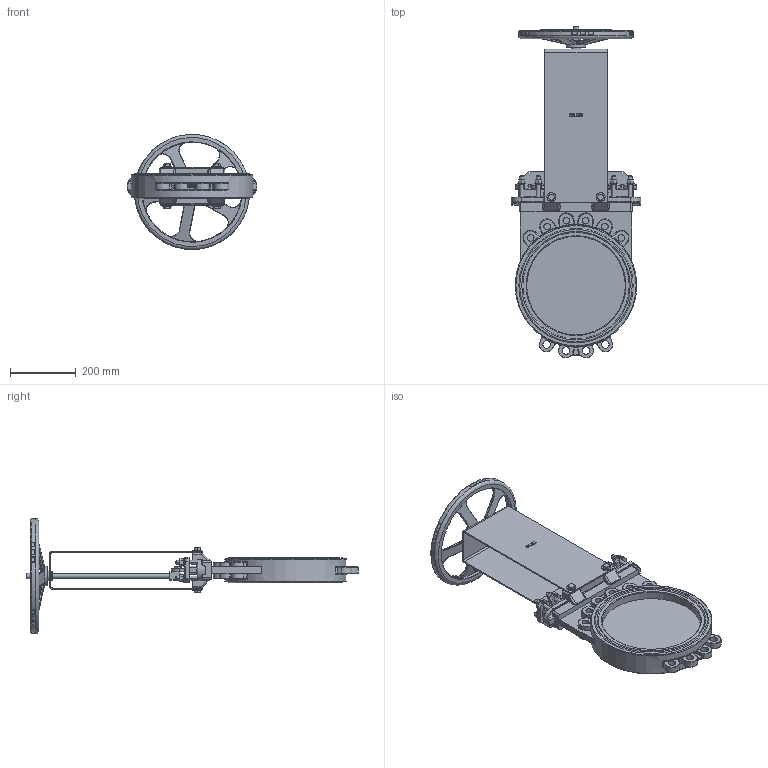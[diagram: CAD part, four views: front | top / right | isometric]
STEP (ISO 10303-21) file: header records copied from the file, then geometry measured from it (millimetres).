
FILE_DESCRIPTION(/* description */ (''),/* implementation_level */ '2;1');
FILE_NAME(/* name */ 'DN300_3D_STEP.stp',/* time_stamp */ '2025-09-04T15:54:34+03:00',/* author */ ('igorr'),/* organization */ (''),/* preprocessor_version */ 'ST-DEVELOPER v20',/* originating_system */ 'Autodesk Inventor 2025',/* authorisation */ '');
FILE_SCHEMA (('AUTOMOTIVE_DESIGN { 1 0 10303 214 3 1 1 }'));
Products named in the file (9): Сборка1; Деталь1; Деталь2; ANSI B18.2.4.2M - M16x2; Деталь 2; DIN 126 - 15,5; AS 1110 - M12 x 20; DIN 126 - 13,5; ANSI B18.2.4.2M - M12x1,75
Assembly tree (30 placements, depth 2):
  Сборка1
    Деталь1
    AS 1110 - M12 x 20  x6
    Деталь2
    ANSI B18.2.4.2M - M16x2
    Деталь 2
    DIN 126 - 13,5  x8
    ANSI B18.2.4.2M - M12x1,75  x8
    DIN 126 - 15,5  x4
Bounding box: 394.45 x 1010.13 x 349.89 mm (x, y, z)
Volume: 8516413.1 mm3; surface area: 1264312.5 mm2
Topology: 31 solids, 31 shells, 2224 faces, 5280 edges, 3093 vertices
Faces by surface type: plane 695, cylinder 634, torus 323, bspline 261, cone 183, sphere 128
Full cylindrical faces by diameter (mm): 8 x2, 10.106 x8, 12 x8, 13.5 x8, 13.835 x1, 15 x5, 15.5 x4, 16 x2, 18 x6, 20 x12, 23 x4, 24 x8, 28 x5, 58.334 x1, 300 x2, 303.334 x1, 312.668 x1, 340.668 x1, 350.001 x1, 370 x1
Entity records: 67441 total; most frequent: CARTESIAN_POINT 21660, DIRECTION 9293, ORIENTED_EDGE 9144, EDGE_CURVE 4572, AXIS2_PLACEMENT_3D 3738, VERTEX_POINT 2700, EDGE_LOOP 1996, CIRCLE 1950
